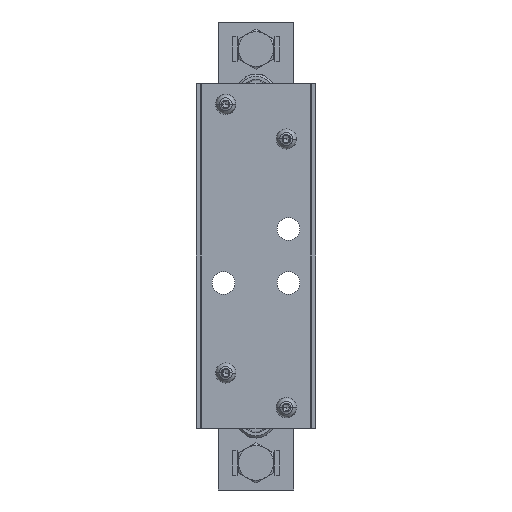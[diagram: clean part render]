
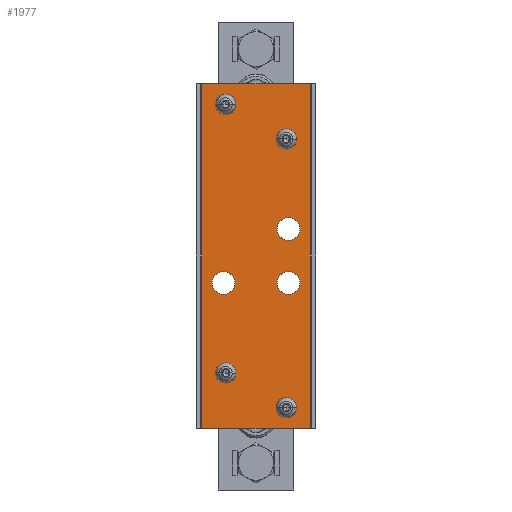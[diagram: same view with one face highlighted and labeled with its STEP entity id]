
A CAD part, front view. The second image highlights one B-rep face of the part: STEP entity #1977.
In plain terms, the highlighted planar face has unit normal (0, -1, 0).
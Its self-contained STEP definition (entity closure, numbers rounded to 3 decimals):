
#596=DIRECTION('',(0.,0.,1.));
#597=VECTOR('',#596,159.);
#598=CARTESIAN_POINT('',(25.,0.,-79.5));
#599=LINE('',#598,#597);
#610=DIRECTION('',(-1.,0.,0.));
#611=VECTOR('',#610,50.);
#612=CARTESIAN_POINT('',(25.,0.,-79.5));
#613=LINE('',#612,#611);
#617=CARTESIAN_POINT('',(15.,0.,-12.5));
#618=DIRECTION('',(0.,-1.,0.));
#619=DIRECTION('',(-1.,0.,0.));
#620=AXIS2_PLACEMENT_3D('',#617,#618,#619);
#625=CARTESIAN_POINT('',(15.,0.,-12.5));
#626=DIRECTION('',(0.,-1.,0.));
#627=DIRECTION('',(1.,0.,0.));
#628=AXIS2_PLACEMENT_3D('',#625,#626,#627);
#633=CARTESIAN_POINT('',(-15.,0.,-12.5));
#634=DIRECTION('',(0.,-1.,0.));
#635=DIRECTION('',(-1.,0.,0.));
#636=AXIS2_PLACEMENT_3D('',#633,#634,#635);
#641=CARTESIAN_POINT('',(-15.,0.,-12.5));
#642=DIRECTION('',(0.,-1.,0.));
#643=DIRECTION('',(1.,0.,0.));
#644=AXIS2_PLACEMENT_3D('',#641,#642,#643);
#649=CARTESIAN_POINT('',(15.,0.,12.5));
#650=DIRECTION('',(0.,-1.,0.));
#651=DIRECTION('',(-1.,0.,0.));
#652=AXIS2_PLACEMENT_3D('',#649,#650,#651);
#657=CARTESIAN_POINT('',(15.,0.,12.5));
#658=DIRECTION('',(0.,-1.,0.));
#659=DIRECTION('',(1.,0.,0.));
#660=AXIS2_PLACEMENT_3D('',#657,#658,#659);
#665=CARTESIAN_POINT('',(-14.,0.,-54.));
#666=DIRECTION('',(0.,-1.,0.));
#667=DIRECTION('',(-1.,0.,0.));
#668=AXIS2_PLACEMENT_3D('',#665,#666,#667);
#673=CARTESIAN_POINT('',(-14.,0.,-54.));
#674=DIRECTION('',(0.,-1.,0.));
#675=DIRECTION('',(1.,0.,0.));
#676=AXIS2_PLACEMENT_3D('',#673,#674,#675);
#681=CARTESIAN_POINT('',(14.,0.,-70.));
#682=DIRECTION('',(0.,-1.,0.));
#683=DIRECTION('',(-1.,0.,0.));
#684=AXIS2_PLACEMENT_3D('',#681,#682,#683);
#689=CARTESIAN_POINT('',(14.,0.,-70.));
#690=DIRECTION('',(0.,-1.,0.));
#691=DIRECTION('',(1.,0.,0.));
#692=AXIS2_PLACEMENT_3D('',#689,#690,#691);
#697=CARTESIAN_POINT('',(-14.,0.,70.));
#698=DIRECTION('',(0.,-1.,0.));
#699=DIRECTION('',(-1.,0.,0.));
#700=AXIS2_PLACEMENT_3D('',#697,#698,#699);
#705=CARTESIAN_POINT('',(-14.,0.,70.));
#706=DIRECTION('',(0.,-1.,0.));
#707=DIRECTION('',(1.,0.,0.));
#708=AXIS2_PLACEMENT_3D('',#705,#706,#707);
#713=CARTESIAN_POINT('',(14.,0.,54.));
#714=DIRECTION('',(0.,-1.,0.));
#715=DIRECTION('',(-1.,0.,0.));
#716=AXIS2_PLACEMENT_3D('',#713,#714,#715);
#721=CARTESIAN_POINT('',(14.,0.,54.));
#722=DIRECTION('',(0.,-1.,0.));
#723=DIRECTION('',(1.,0.,0.));
#724=AXIS2_PLACEMENT_3D('',#721,#722,#723);
#736=DIRECTION('',(0.,0.,-1.));
#737=VECTOR('',#736,159.);
#738=CARTESIAN_POINT('',(-25.,0.,79.5));
#739=LINE('',#738,#737);
#816=DIRECTION('',(-1.,0.,0.));
#817=VECTOR('',#816,50.);
#818=CARTESIAN_POINT('',(25.,0.,79.5));
#819=LINE('',#818,#817);
#1373=CARTESIAN_POINT('',(-25.,0.,-79.5));
#1374=VERTEX_POINT('',#1373);
#1375=CARTESIAN_POINT('',(25.,0.,-79.5));
#1376=VERTEX_POINT('',#1375);
#1437=CARTESIAN_POINT('',(25.,0.,79.5));
#1438=VERTEX_POINT('',#1437);
#1439=CARTESIAN_POINT('',(-25.,0.,79.5));
#1440=VERTEX_POINT('',#1439);
#1441=CARTESIAN_POINT('',(9.75,0.,-12.5));
#1442=CARTESIAN_POINT('',(20.25,0.,-12.5));
#1443=VERTEX_POINT('',#1441);
#1444=VERTEX_POINT('',#1442);
#1445=CARTESIAN_POINT('',(-20.25,0.,-12.5));
#1446=CARTESIAN_POINT('',(-9.75,0.,-12.5));
#1447=VERTEX_POINT('',#1445);
#1448=VERTEX_POINT('',#1446);
#1449=CARTESIAN_POINT('',(9.75,0.,12.5));
#1450=CARTESIAN_POINT('',(20.25,0.,12.5));
#1451=VERTEX_POINT('',#1449);
#1452=VERTEX_POINT('',#1450);
#1453=CARTESIAN_POINT('',(-17.,0.,-54.));
#1454=CARTESIAN_POINT('',(-11.,0.,-54.));
#1455=VERTEX_POINT('',#1453);
#1456=VERTEX_POINT('',#1454);
#1457=CARTESIAN_POINT('',(11.,0.,-70.));
#1458=CARTESIAN_POINT('',(17.,0.,-70.));
#1459=VERTEX_POINT('',#1457);
#1460=VERTEX_POINT('',#1458);
#1461=CARTESIAN_POINT('',(-17.,0.,70.));
#1462=CARTESIAN_POINT('',(-11.,0.,70.));
#1463=VERTEX_POINT('',#1461);
#1464=VERTEX_POINT('',#1462);
#1465=CARTESIAN_POINT('',(11.,0.,54.));
#1466=CARTESIAN_POINT('',(17.,0.,54.));
#1467=VERTEX_POINT('',#1465);
#1468=VERTEX_POINT('',#1466);
#1922=CARTESIAN_POINT('',(-25.,0.,-79.5));
#1923=DIRECTION('',(0.,-1.,0.));
#1924=DIRECTION('',(1.,0.,0.));
#1925=AXIS2_PLACEMENT_3D('',#1922,#1923,#1924);
#1926=PLANE('',#1925);
#1927=ORIENTED_EDGE('',*,*,#1598,.T.);
#1929=ORIENTED_EDGE('',*,*,#1928,.F.);
#1931=ORIENTED_EDGE('',*,*,#1930,.F.);
#1932=ORIENTED_EDGE('',*,*,#1907,.F.);
#1933=EDGE_LOOP('',(#1927,#1929,#1931,#1932));
#1934=FACE_OUTER_BOUND('',#1933,.F.);
#1936=ORIENTED_EDGE('',*,*,#1935,.T.);
#1938=ORIENTED_EDGE('',*,*,#1937,.T.);
#1939=EDGE_LOOP('',(#1936,#1938));
#1940=FACE_BOUND('',#1939,.F.);
#1942=ORIENTED_EDGE('',*,*,#1941,.T.);
#1944=ORIENTED_EDGE('',*,*,#1943,.T.);
#1945=EDGE_LOOP('',(#1942,#1944));
#1946=FACE_BOUND('',#1945,.F.);
#1948=ORIENTED_EDGE('',*,*,#1947,.T.);
#1950=ORIENTED_EDGE('',*,*,#1949,.T.);
#1951=EDGE_LOOP('',(#1948,#1950));
#1952=FACE_BOUND('',#1951,.F.);
#1954=ORIENTED_EDGE('',*,*,#1953,.T.);
#1956=ORIENTED_EDGE('',*,*,#1955,.T.);
#1957=EDGE_LOOP('',(#1954,#1956));
#1958=FACE_BOUND('',#1957,.F.);
#1960=ORIENTED_EDGE('',*,*,#1959,.T.);
#1962=ORIENTED_EDGE('',*,*,#1961,.T.);
#1963=EDGE_LOOP('',(#1960,#1962));
#1964=FACE_BOUND('',#1963,.F.);
#1966=ORIENTED_EDGE('',*,*,#1965,.T.);
#1968=ORIENTED_EDGE('',*,*,#1967,.T.);
#1969=EDGE_LOOP('',(#1966,#1968));
#1970=FACE_BOUND('',#1969,.F.);
#1972=ORIENTED_EDGE('',*,*,#1971,.T.);
#1974=ORIENTED_EDGE('',*,*,#1973,.T.);
#1975=EDGE_LOOP('',(#1972,#1974));
#1976=FACE_BOUND('',#1975,.F.);
#621=CIRCLE('',#620,5.25);
#629=CIRCLE('',#628,5.25);
#637=CIRCLE('',#636,5.25);
#645=CIRCLE('',#644,5.25);
#653=CIRCLE('',#652,5.25);
#661=CIRCLE('',#660,5.25);
#669=CIRCLE('',#668,3.);
#677=CIRCLE('',#676,3.);
#685=CIRCLE('',#684,3.);
#693=CIRCLE('',#692,3.);
#701=CIRCLE('',#700,3.);
#709=CIRCLE('',#708,3.);
#717=CIRCLE('',#716,3.);
#725=CIRCLE('',#724,3.);
#1598=EDGE_CURVE('',#1376,#1374,#613,.T.);
#1907=EDGE_CURVE('',#1376,#1438,#599,.T.);
#1928=EDGE_CURVE('',#1440,#1374,#739,.T.);
#1930=EDGE_CURVE('',#1438,#1440,#819,.T.);
#1935=EDGE_CURVE('',#1443,#1444,#621,.T.);
#1937=EDGE_CURVE('',#1444,#1443,#629,.T.);
#1941=EDGE_CURVE('',#1447,#1448,#637,.T.);
#1943=EDGE_CURVE('',#1448,#1447,#645,.T.);
#1947=EDGE_CURVE('',#1451,#1452,#653,.T.);
#1949=EDGE_CURVE('',#1452,#1451,#661,.T.);
#1953=EDGE_CURVE('',#1455,#1456,#669,.T.);
#1955=EDGE_CURVE('',#1456,#1455,#677,.T.);
#1959=EDGE_CURVE('',#1459,#1460,#685,.T.);
#1961=EDGE_CURVE('',#1460,#1459,#693,.T.);
#1965=EDGE_CURVE('',#1463,#1464,#701,.T.);
#1967=EDGE_CURVE('',#1464,#1463,#709,.T.);
#1971=EDGE_CURVE('',#1467,#1468,#717,.T.);
#1973=EDGE_CURVE('',#1468,#1467,#725,.T.);
#1977=ADVANCED_FACE('',(#1934,#1940,#1946,#1952,#1958,#1964,#1970,#1976),#1926,
.T.);
